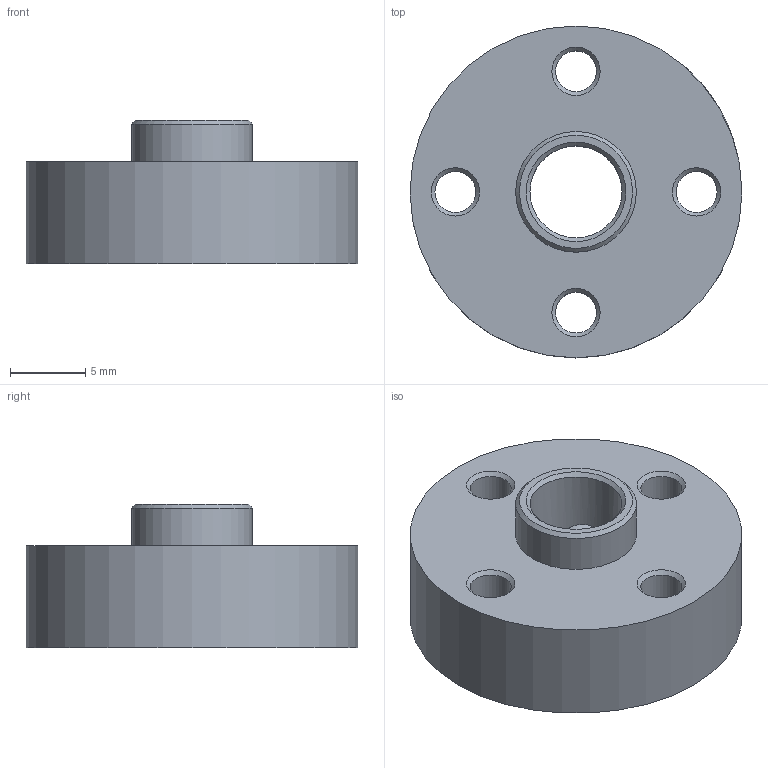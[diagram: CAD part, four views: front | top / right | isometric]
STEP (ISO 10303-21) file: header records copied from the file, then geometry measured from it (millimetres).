
FILE_DESCRIPTION(/* description */ (''),/* implementation_level */ '2;1');
FILE_NAME(/* name */ 'Tetrix_739079_Collar.ipt.stp',/* time_stamp */ '2014-12-18T17:46:32-08:00',/* author */ ('Autodesk Inc.'),/* organization */ ('Autodesk Inc.'),/* preprocessor_version */ 'ST-DEVELOPER v15.6',/* originating_system */ 'Autodesk Inventor 2015',/* authorisation */ '');
FILE_SCHEMA (('AUTOMOTIVE_DESIGN { 1 0 10303 214 3 1 1 }'));
Length unit declared in the file: millimetre
Products named in the file (1): Tetrix_739079_Collar
Bounding box: 22 x 22 x 9.5 mm (x, y, z)
Volume: 2160.2 mm3; surface area: 1657 mm2
Topology: 1 solids, 1 shells, 24 faces, 60 edges, 38 vertices
Faces by surface type: cone 11, cylinder 8, plane 3, bspline 2
Full cylindrical faces by diameter (mm): 2.705 x4, 4.04 x1, 6.1 x1, 8 x1, 22 x1
Entity records: 971 total; most frequent: CARTESIAN_POINT 446, DIRECTION 98, ORIENTED_EDGE 64, EDGE_LOOP 56, AXIS2_PLACEMENT_3D 48, FACE_BOUND 32, EDGE_CURVE 32, VERTEX_POINT 30
